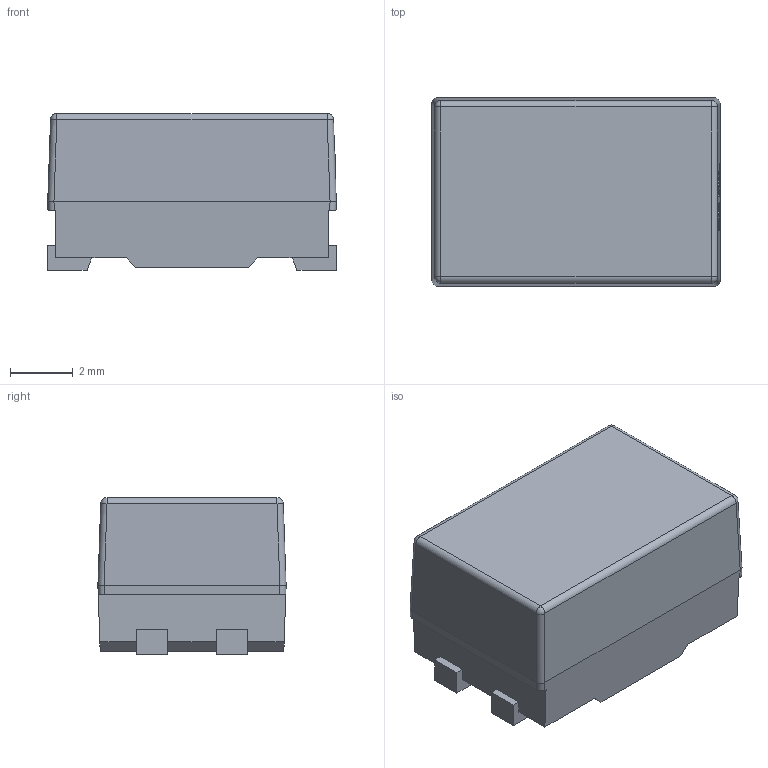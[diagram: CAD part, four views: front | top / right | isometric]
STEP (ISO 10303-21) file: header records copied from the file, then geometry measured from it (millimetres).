
FILE_DESCRIPTION (( 'STEP AP214' ), '1' );
FILE_NAME ('FILTER-SMD_4P-L9.2-W6.0-P2.54-TL.step', '2022-06-24T03:18:17', ( '' ), ( '' ), 'SwSTEP 2.0', 'SolidWorks 2020', '' );
FILE_SCHEMA (( 'AUTOMOTIVE_DESIGN' ));
Length unit declared in the file: millimetre
Products named in the file (1): FILTER-SMD_4P-L9.2-W6.0-P2.54-TL
Bounding box: 9.2 x 6 x 5 mm (x, y, z)
Volume: 253.2 mm3; surface area: 253.6 mm2
Topology: 1 solids, 1 shells, 341 faces, 919 edges, 606 vertices
Faces by surface type: plane 213, bspline 112, cylinder 12, sphere 4
Entity records: 14915 total; most frequent: CARTESIAN_POINT 3995, ORIENTED_EDGE 1838, DIRECTION 1155, EDGE_CURVE 919, VECTOR 671, LINE 671, VERTEX_POINT 606, EDGE_LOOP 367
